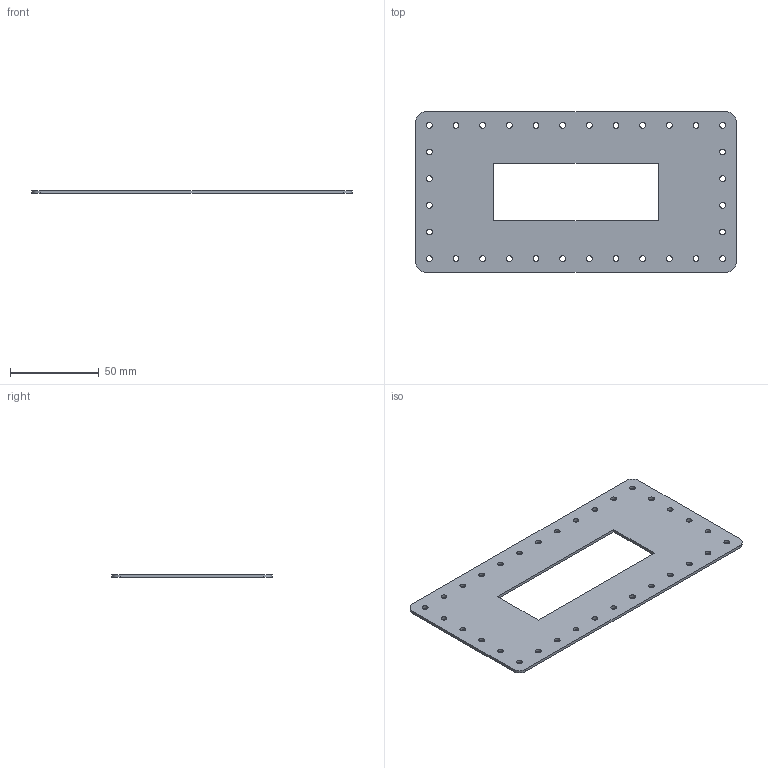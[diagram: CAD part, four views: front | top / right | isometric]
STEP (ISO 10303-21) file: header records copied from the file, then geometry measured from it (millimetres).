
FILE_DESCRIPTION(/* description */ (''),/* implementation_level */ '2;1');
FILE_NAME(/* name */ 'Bottom_Adapter.stp',/* time_stamp */ '2014-07-30T15:16:41-05:00',/* author */ ('Peter'),/* organization */ (''),/* preprocessor_version */ 'ST-DEVELOPER v15.2',/* originating_system */ 'Autodesk Inventor 2014',/* authorisation */ '');
FILE_SCHEMA (('AUTOMOTIVE_DESIGN { 1 0 10303 214 3 1 1 }'));
Length unit declared in the file: millimetre
Products named in the file (1): 140728 Polycarb Bottom Adapter v1
Bounding box: 180 x 90 x 1.59 mm (x, y, z)
Volume: 20496.3 mm3; surface area: 27588.7 mm2
Topology: 1 solids, 1 shells, 46 faces, 132 edges, 88 vertices
Faces by surface type: cylinder 36, plane 10
Full cylindrical faces by diameter (mm): 3.3 x32
Entity records: 1541 total; most frequent: DIRECTION 266, CARTESIAN_POINT 235, ORIENTED_EDGE 200, EDGE_LOOP 144, AXIS2_PLACEMENT_3D 119, EDGE_CURVE 100, FACE_BOUND 99, VERTEX_POINT 88
